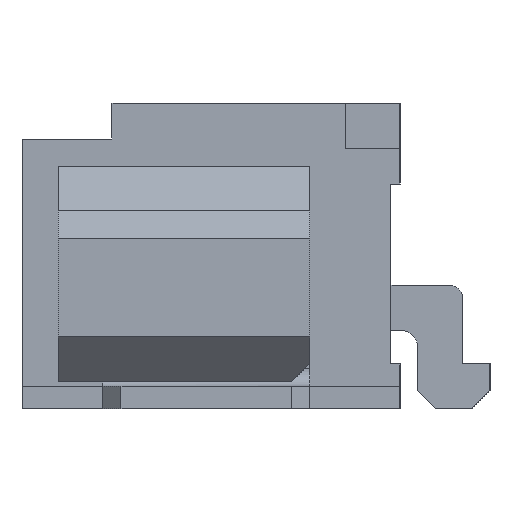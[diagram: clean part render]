
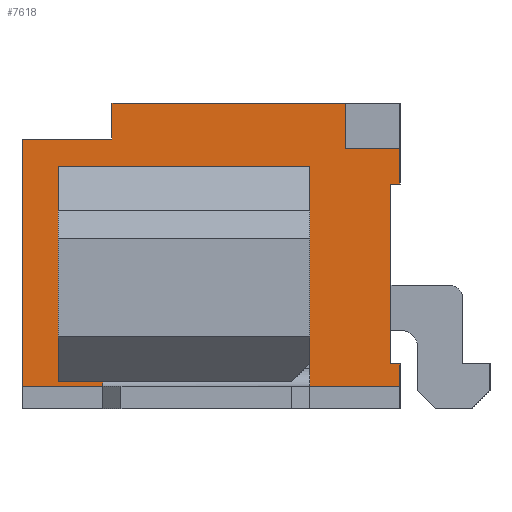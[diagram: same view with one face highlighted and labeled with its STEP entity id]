
A CAD part, left-side view. The second image highlights one B-rep face of the part: STEP entity #7618.
In plain terms, the highlighted planar face has unit normal (-1, 0, 0).
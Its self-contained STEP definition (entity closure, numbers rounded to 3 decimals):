
#69=DIRECTION('',(0.,0.,1.));
#70=VECTOR('',#69,0.25);
#71=CARTESIAN_POINT('',(-9.625,-2.1,-1.45));
#72=LINE('',#71,#70);
#261=DIRECTION('',(0.,0.,1.));
#262=VECTOR('',#261,0.4);
#263=CARTESIAN_POINT('',(-9.625,-2.1,0.8));
#264=LINE('',#263,#262);
#265=DIRECTION('',(0.,0.,1.));
#266=VECTOR('',#265,2.4);
#267=CARTESIAN_POINT('',(-9.625,-1.1,-1.4));
#268=LINE('',#267,#266);
#269=DIRECTION('',(0.,-1.,0.));
#270=VECTOR('',#269,2.8);
#271=CARTESIAN_POINT('',(-9.625,1.7,1.));
#272=LINE('',#271,#270);
#273=DIRECTION('',(0.,0.,1.));
#274=VECTOR('',#273,2.4);
#275=CARTESIAN_POINT('',(-9.625,1.7,-1.4));
#276=LINE('',#275,#274);
#277=DIRECTION('',(0.,-1.,0.));
#278=VECTOR('',#277,2.8);
#279=CARTESIAN_POINT('',(-9.625,1.7,-1.4));
#280=LINE('',#279,#278);
#281=DIRECTION('',(0.,1.,0.));
#282=VECTOR('',#281,0.6);
#283=CARTESIAN_POINT('',(-9.625,-2.1,1.2));
#284=LINE('',#283,#282);
#285=DIRECTION('',(0.,1.,0.));
#286=VECTOR('',#285,0.1);
#287=CARTESIAN_POINT('',(-9.625,-2.1,0.8));
#288=LINE('',#287,#286);
#289=DIRECTION('',(0.,0.,1.));
#290=VECTOR('',#289,2.);
#291=CARTESIAN_POINT('',(-9.625,-2.,-1.2));
#292=LINE('',#291,#290);
#293=DIRECTION('',(0.,1.,0.));
#294=VECTOR('',#293,0.1);
#295=CARTESIAN_POINT('',(-9.625,-2.1,-1.2));
#296=LINE('',#295,#294);
#297=DIRECTION('',(0.,-1.,0.));
#298=VECTOR('',#297,4.2);
#299=CARTESIAN_POINT('',(-9.625,2.1,-1.45));
#300=LINE('',#299,#298);
#301=DIRECTION('',(0.,0.,1.));
#302=VECTOR('',#301,2.75);
#303=CARTESIAN_POINT('',(-9.625,2.1,-1.45));
#304=LINE('',#303,#302);
#305=DIRECTION('',(0.,-1.,0.));
#306=VECTOR('',#305,1.);
#307=CARTESIAN_POINT('',(-9.625,2.1,1.3));
#308=LINE('',#307,#306);
#309=DIRECTION('',(0.,0.,-1.));
#310=VECTOR('',#309,0.4);
#311=CARTESIAN_POINT('',(-9.625,1.1,1.7));
#312=LINE('',#311,#310);
#313=DIRECTION('',(0.,0.,-1.));
#314=VECTOR('',#313,0.5);
#315=CARTESIAN_POINT('',(-9.625,-1.5,1.7));
#316=LINE('',#315,#314);
#1169=DIRECTION('',(0.,-1.,0.));
#1170=VECTOR('',#1169,2.6);
#1171=CARTESIAN_POINT('',(-9.625,1.1,1.7));
#1172=LINE('',#1171,#1170);
#5605=CARTESIAN_POINT('',(-9.625,1.1,1.7));
#5607=VERTEX_POINT('',#5605);
#5617=CARTESIAN_POINT('',(-9.625,2.1,1.3));
#5618=CARTESIAN_POINT('',(-9.625,1.1,1.3));
#5619=VERTEX_POINT('',#5617);
#5620=VERTEX_POINT('',#5618);
#5665=CARTESIAN_POINT('',(-9.625,-1.1,-1.4));
#5666=CARTESIAN_POINT('',(-9.625,-1.1,1.));
#5667=VERTEX_POINT('',#5665);
#5668=VERTEX_POINT('',#5666);
#5669=CARTESIAN_POINT('',(-9.625,1.7,1.));
#5670=VERTEX_POINT('',#5669);
#5671=CARTESIAN_POINT('',(-9.625,1.7,-1.4));
#5672=VERTEX_POINT('',#5671);
#5851=CARTESIAN_POINT('',(-9.625,-2.1,-1.2));
#5852=CARTESIAN_POINT('',(-9.625,-2.,-1.2));
#5853=VERTEX_POINT('',#5851);
#5854=VERTEX_POINT('',#5852);
#5855=CARTESIAN_POINT('',(-9.625,-2.,0.8));
#5856=VERTEX_POINT('',#5855);
#5857=CARTESIAN_POINT('',(-9.625,-2.1,0.8));
#5858=VERTEX_POINT('',#5857);
#5957=CARTESIAN_POINT('',(-9.625,-1.5,1.7));
#5958=VERTEX_POINT('',#5957);
#5959=CARTESIAN_POINT('',(-9.625,-2.1,1.2));
#5960=CARTESIAN_POINT('',(-9.625,-1.5,1.2));
#5961=VERTEX_POINT('',#5959);
#5962=VERTEX_POINT('',#5960);
#6335=CARTESIAN_POINT('',(-9.625,2.1,-1.45));
#6336=CARTESIAN_POINT('',(-9.625,-2.1,-1.45));
#6337=VERTEX_POINT('',#6335);
#6338=VERTEX_POINT('',#6336);
#7580=CARTESIAN_POINT('',(-9.625,2.1,-1.7));
#7581=DIRECTION('',(-1.,0.,0.));
#7582=DIRECTION('',(0.,-1.,0.));
#7583=AXIS2_PLACEMENT_3D('',#7580,#7581,#7582);
#7584=PLANE('',#7583);
#7586=ORIENTED_EDGE('',*,*,#7585,.F.);
#7587=ORIENTED_EDGE('',*,*,#7560,.F.);
#7589=ORIENTED_EDGE('',*,*,#7588,.T.);
#7591=ORIENTED_EDGE('',*,*,#7590,.F.);
#7592=ORIENTED_EDGE('',*,*,#7570,.F.);
#7593=ORIENTED_EDGE('',*,*,#7424,.F.);
#7595=ORIENTED_EDGE('',*,*,#7594,.F.);
#7597=ORIENTED_EDGE('',*,*,#7596,.T.);
#7599=ORIENTED_EDGE('',*,*,#7598,.T.);
#7601=ORIENTED_EDGE('',*,*,#7600,.F.);
#7603=ORIENTED_EDGE('',*,*,#7602,.T.);
#7605=ORIENTED_EDGE('',*,*,#7604,.T.);
#7606=EDGE_LOOP('',(#7586,#7587,#7589,#7591,#7592,#7593,#7595,#7597,#7599,#7601,
#7603,#7605));
#7607=FACE_OUTER_BOUND('',#7606,.F.);
#7609=ORIENTED_EDGE('',*,*,#7608,.T.);
#7611=ORIENTED_EDGE('',*,*,#7610,.F.);
#7613=ORIENTED_EDGE('',*,*,#7612,.F.);
#7615=ORIENTED_EDGE('',*,*,#7614,.T.);
#7616=EDGE_LOOP('',(#7609,#7611,#7613,#7615));
#7617=FACE_BOUND('',#7616,.F.);
#7618=ADVANCED_FACE('',(#7607,#7617),#7584,.T.);
#7424=EDGE_CURVE('',#6338,#5853,#72,.T.);
#7560=EDGE_CURVE('',#5858,#5961,#264,.T.);
#7570=EDGE_CURVE('',#5853,#5854,#296,.T.);
#7585=EDGE_CURVE('',#5961,#5962,#284,.T.);
#7588=EDGE_CURVE('',#5858,#5856,#288,.T.);
#7590=EDGE_CURVE('',#5854,#5856,#292,.T.);
#7594=EDGE_CURVE('',#6337,#6338,#300,.T.);
#7596=EDGE_CURVE('',#6337,#5619,#304,.T.);
#7598=EDGE_CURVE('',#5619,#5620,#308,.T.);
#7600=EDGE_CURVE('',#5607,#5620,#312,.T.);
#7602=EDGE_CURVE('',#5607,#5958,#1172,.T.);
#7604=EDGE_CURVE('',#5958,#5962,#316,.T.);
#7608=EDGE_CURVE('',#5667,#5668,#268,.T.);
#7610=EDGE_CURVE('',#5670,#5668,#272,.T.);
#7612=EDGE_CURVE('',#5672,#5670,#276,.T.);
#7614=EDGE_CURVE('',#5672,#5667,#280,.T.);
